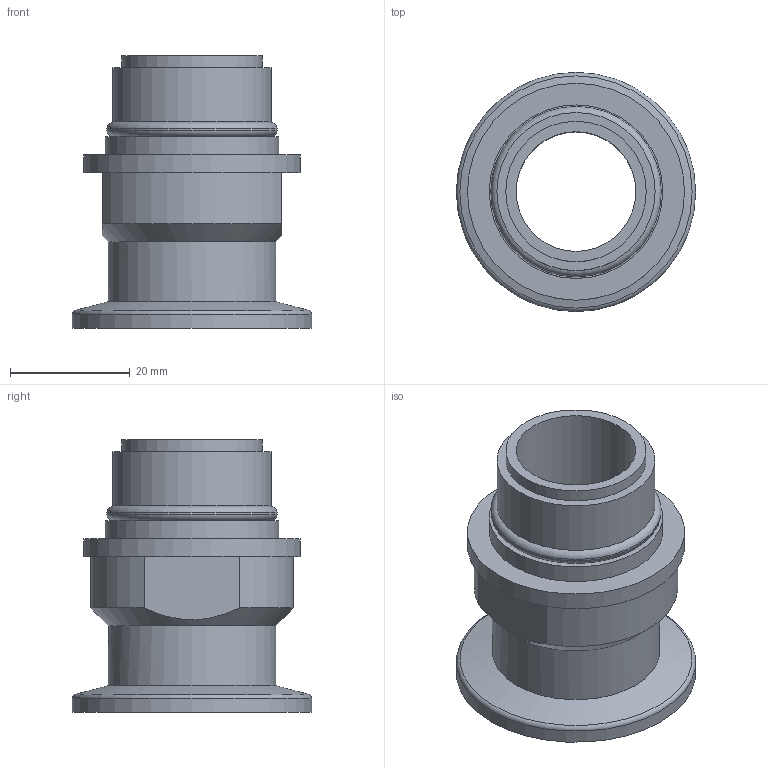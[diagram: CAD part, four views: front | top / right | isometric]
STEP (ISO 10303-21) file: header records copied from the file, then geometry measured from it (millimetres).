
FILE_DESCRIPTION (( 'STEP AP214' ), '1' );
FILE_NAME ('1KF25GM34-.STEP', '2024-10-21T09:25:38', ( '' ), ( '' ), 'SwSTEP 2.0', 'SolidWorks 2017', '' );
FILE_SCHEMA (( 'AUTOMOTIVE_DESIGN' ));
Length unit declared in the file: millimetre
Products named in the file (1): 1KF25GM34-
Bounding box: 40 x 40 x 45.6 mm (x, y, z)
Volume: 18465 mm3; surface area: 10383.7 mm2
Topology: 2 solids, 2 shells, 28 faces, 57 edges, 37 vertices
Faces by surface type: cylinder 12, plane 10, torus 4, cone 2
Full cylindrical faces by diameter (mm): 20 x1, 23.48 x1, 25.4 x1, 26.2 x1, 26.441 x1, 28 x1, 28.48 x1, 29 x1, 36.26 x1, 40 x1
Entity records: 695 total; most frequent: CARTESIAN_POINT 133, DIRECTION 118, ORIENTED_EDGE 70, AXIS2_PLACEMENT_3D 56, EDGE_LOOP 52, FACE_OUTER_BOUND 42, EDGE_CURVE 35, VERTEX_POINT 31
